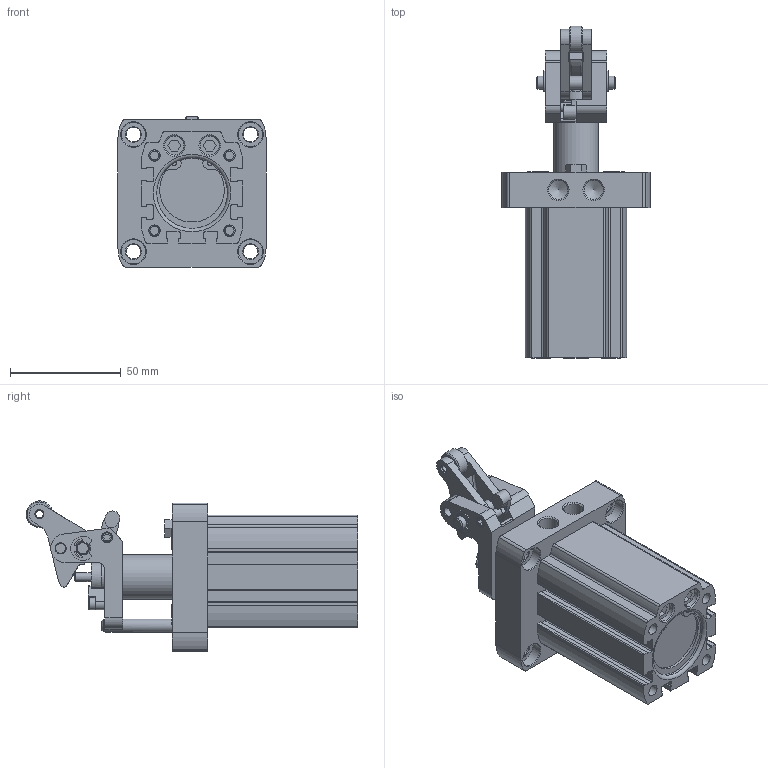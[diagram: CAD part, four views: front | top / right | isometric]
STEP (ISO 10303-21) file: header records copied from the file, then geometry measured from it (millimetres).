
FILE_DESCRIPTION(/* description */ ('STEP AP214'),/* implementation_level */ '2;1');
FILE_NAME(/* name */ '8093010_DFST-32-20-DL-Y4-A-S-G2',/* time_stamp */ '2024-08-15T22:54:18+02:00',/* author */ ('License CC BY-ND 4.0'),/* organization */ ('CADENAS'),/* preprocessor_version */ 'ST-DEVELOPER v19.3',/* originating_system */ 'PARTsolutions',/* authorisation */ ' ');
FILE_SCHEMA (('AUTOMOTIVE_DESIGN {1 0 10303 214 3 1 1}'));
Length unit declared in the file: millimetre
Products named in the file (8): 8093010 DFST-32-20-DL-Y4-A-S-G2---(20 Start high); 8093010 DFST-32---(mechanicalhighh); 8093010 DFST-32---(mechanicalhighc); 8093010 DFST-32---(mechanical highl); 8097332 DADP-TL-F3-32---(high)_l; -DFST-CAP4_scr; 8093010 DFST-32---(mechanical high 2s); 8093010 DFST-32---(mechanical high 1s)
Assembly tree (8 placements, depth 2):
  8093010 DFST-32-20-DL-Y4-A-S-G2---(20 Start high)
    8093010 DFST-32---(mechanicalhighh)
    8093010 DFST-32---(mechanicalhighc)
    8093010 DFST-32---(mechanical highl)
    8097332 DADP-TL-F3-32---(high)_l
    -DFST-CAP4_scr  x2
    8093010 DFST-32---(mechanical high 2s)
    8093010 DFST-32---(mechanical high 1s)
Bounding box: 67 x 150.12 x 67.99 mm (x, y, z)
Volume: 207011.2 mm3; surface area: 68917.7 mm2
Topology: 8 solids, 8 shells, 666 faces, 1641 edges, 1052 vertices
Faces by surface type: plane 332, cylinder 231, cone 89, torus 13, sphere 1
Full cylindrical faces by diameter (mm): 3 x4, 3.3 x1, 3.4 x1, 4 x4, 4.1 x4, 4.134 x5, 4.2 x3, 4.459 x2, 5 x7, 5.2 x4, 5.5 x4, 6 x12, 6.6 x8, 8.566 x4, 9.728 x2, 10 x4, 11 x12, 12 x2, 14 x1, 17 x1, 20 x2, 20.1 x1, 23.4 x1, 32 x4, 33.7 x1
Entity records: 18564 total; most frequent: DIRECTION 3308, CARTESIAN_POINT 3201, ORIENTED_EDGE 2800, EDGE_CURVE 1400, AXIS2_PLACEMENT_3D 1276, VERTEX_POINT 1010, FACE_BOUND 948, EDGE_LOOP 941
